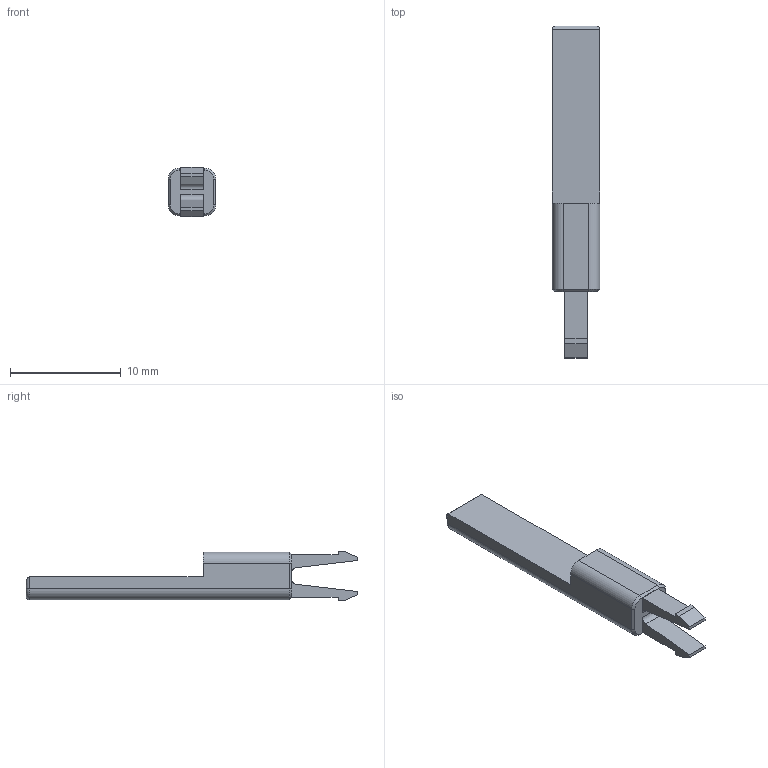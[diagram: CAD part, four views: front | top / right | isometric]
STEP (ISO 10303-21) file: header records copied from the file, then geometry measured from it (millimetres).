
FILE_DESCRIPTION(('Creo Elements/Direct Modeling STEP Export'),'2;1');
FILE_NAME('0lndrr04l4oc65i4500','2018-10-09T16:48:49',(''),(''),'PTC Creo Elements/Direct Modeling STEP processor for AP214 (Solid Model)','PTC Creo Elements/Direct Modeling 19.0B 21-Mar-2015 (C) Parametric Technology GmbH','');
FILE_SCHEMA(('AUTOMOTIVE_DESIGN { 1 0 10303 214 1 1 1 1 }'));
Length unit declared in the file: millimetre
Products named in the file (2): CR_Q02
Assembly tree (1 placements, depth 2):
  CR_Q02
    CR_Q02
Bounding box: 4.3 x 30 x 4.5 mm (x, y, z)
Volume: 299.7 mm3; surface area: 413.9 mm2
Topology: 1 solids, 1 shells, 44 faces, 106 edges, 66 vertices
Faces by surface type: plane 29, cylinder 9, cone 4, torus 2
Entity records: 1307 total; most frequent: DIRECTION 222, CARTESIAN_POINT 218, ORIENTED_EDGE 212, EDGE_CURVE 106, VECTOR 82, LINE 82, AXIS2_PLACEMENT_3D 70, VERTEX_POINT 66
